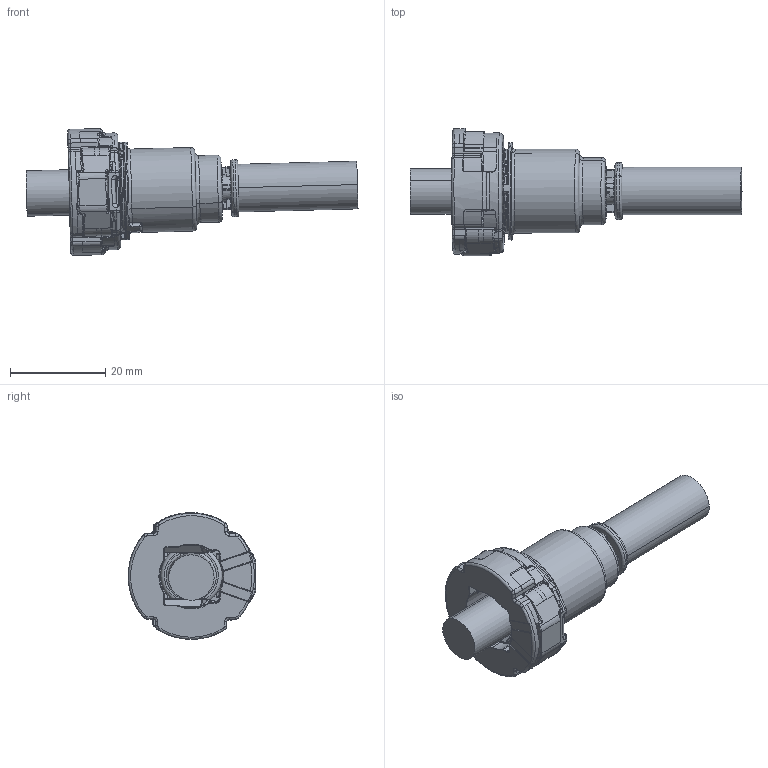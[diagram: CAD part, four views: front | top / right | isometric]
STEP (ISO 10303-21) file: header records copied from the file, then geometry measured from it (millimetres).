
FILE_DESCRIPTION(('CATIA V5 STEP','CAx-IF Rec.Pracs.--- Model Styling and Organization---1.4--- 2014-01-23'),'2;1');
FILE_NAME('Download-SV241N_GKU_3-8_Zoll__NW4_unheated.stp','2019-07-15T09:54:25+00:00',('none'),('none'),'CATIA Version 5-6 Release 2016 SP3 HF59','CATIA V5 STEP AP214 Edition 3','none');
FILE_SCHEMA(('AUTOMOTIVE_DESIGN { 1 0 10303 214 3 1 1 1 }'));
Products named in the file (1): Download-SV241N_GKU_3-8_Zoll__NW4_unheated
Bounding box: 69.68 x 26.74 x 26.64 mm (x, y, z)
Volume: 14119.9 mm3; surface area: 7850.9 mm2
Topology: 4 solids, 6 shells, 1264 faces, 3192 edges, 1891 vertices
Faces by surface type: cylinder 539, plane 239, torus 238, bspline 197, sphere 39, extrusion 8, cone 4
Entity records: 50364 total; most frequent: CARTESIAN_POINT 23762, ORIENTED_EDGE 6268, DIRECTION 4035, EDGE_CURVE 3134, AXIS2_PLACEMENT_3D 2033, VERTEX_POINT 1889, EDGE_LOOP 1277, ADVANCED_FACE 1264
